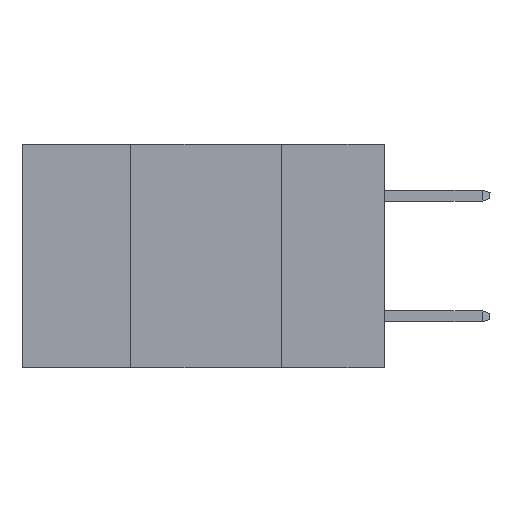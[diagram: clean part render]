
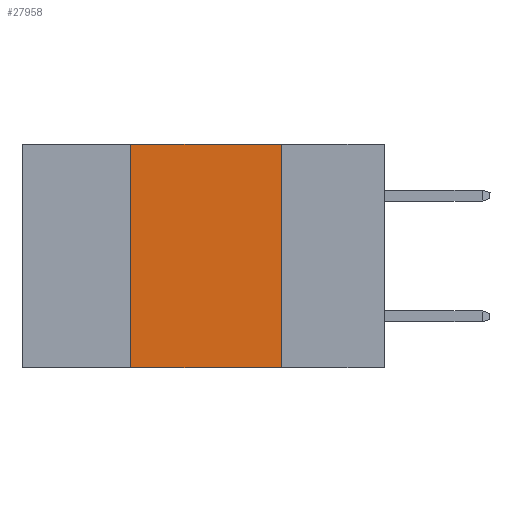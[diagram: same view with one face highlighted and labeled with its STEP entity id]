
A CAD part, left-side view. The second image highlights one B-rep face of the part: STEP entity #27958.
In plain terms, the highlighted planar face has unit normal (-1, 0, 0).
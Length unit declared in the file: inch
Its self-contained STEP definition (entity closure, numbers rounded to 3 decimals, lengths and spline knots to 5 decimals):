
#442 = CARTESIAN_POINT ( 'NONE',  ( 0., 0.6, -0.37 ) ) ;
#1320 = EDGE_LOOP ( 'NONE', ( #22180, #16460, #28199, #20121 ) ) ;
#1399 = VERTEX_POINT ( 'NONE', #27038 ) ;
#1864 = EDGE_CURVE ( 'NONE', #1399, #6145, #13066, .T. ) ;
#3225 = CARTESIAN_POINT ( 'NONE',  ( 0., 0.42, 0. ) ) ;
#4872 = PLANE ( 'NONE',  #31386 ) ;
#5897 = EDGE_CURVE ( 'NONE', #6145, #15037, #8866, .T. ) ;
#6145 = VERTEX_POINT ( 'NONE', #20085 ) ;
#8866 = LINE ( 'NONE', #21264, #23410 ) ;
#10105 = CARTESIAN_POINT ( 'NONE',  ( 0., 0.6, 0. ) ) ;
#12377 = CARTESIAN_POINT ( 'NONE',  ( 0., 0.17, 0. ) ) ;
#13066 = LINE ( 'NONE', #3225, #15054 ) ;
#15037 = VERTEX_POINT ( 'NONE', #24544 ) ;
#15054 = VECTOR ( 'NONE', #22078, 39.37008 ) ;
#15779 = VECTOR ( 'NONE', #24585, 39.37008 ) ;
#16460 = ORIENTED_EDGE ( 'NONE', *, *, #5897, .F. ) ;
#18595 = EDGE_CURVE ( 'NONE', #15037, #25441, #31246, .T. ) ;
#18619 = DIRECTION ( 'NONE',  ( 0., -1., 0. ) ) ;
#19819 = EDGE_CURVE ( 'NONE', #1399, #25441, #31163, .T. ) ;
#20085 = CARTESIAN_POINT ( 'NONE',  ( 0., 0.42, 0. ) ) ;
#20121 = ORIENTED_EDGE ( 'NONE', *, *, #19819, .T. ) ;
#20423 = VECTOR ( 'NONE', #25513, 39.37008 ) ;
#21264 = CARTESIAN_POINT ( 'NONE',  ( 0., 0.6, 0. ) ) ;
#22078 = DIRECTION ( 'NONE',  ( 0., 0., 1. ) ) ;
#22180 = ORIENTED_EDGE ( 'NONE', *, *, #18595, .F. ) ;
#23410 = VECTOR ( 'NONE', #18619, 39.37008 ) ;
#24544 = CARTESIAN_POINT ( 'NONE',  ( 0., 0.17, 0. ) ) ;
#24585 = DIRECTION ( 'NONE',  ( 0., 0., -1. ) ) ;
#25441 = VERTEX_POINT ( 'NONE', #26903 ) ;
#25513 = DIRECTION ( 'NONE',  ( 0., -1., 0. ) ) ;
#26903 = CARTESIAN_POINT ( 'NONE',  ( 0., 0.17, -0.37 ) ) ;
#27038 = CARTESIAN_POINT ( 'NONE',  ( 0., 0.42, -0.37 ) ) ;
#27499 = DIRECTION ( 'NONE',  ( 1., 0., 0. ) ) ;
#27707 = DIRECTION ( 'NONE',  ( 0., 0., -1. ) ) ;
#27958 = ADVANCED_FACE ( 'NONE', ( #28234 ), #4872, .F. ) ;
#28199 = ORIENTED_EDGE ( 'NONE', *, *, #1864, .F. ) ;
#28234 = FACE_OUTER_BOUND ( 'NONE', #1320, .T. ) ;
#31163 = LINE ( 'NONE', #442, #20423 ) ;
#31246 = LINE ( 'NONE', #12377, #15779 ) ;
#31386 = AXIS2_PLACEMENT_3D ( 'NONE', #10105, #27499, #27707 ) ;
